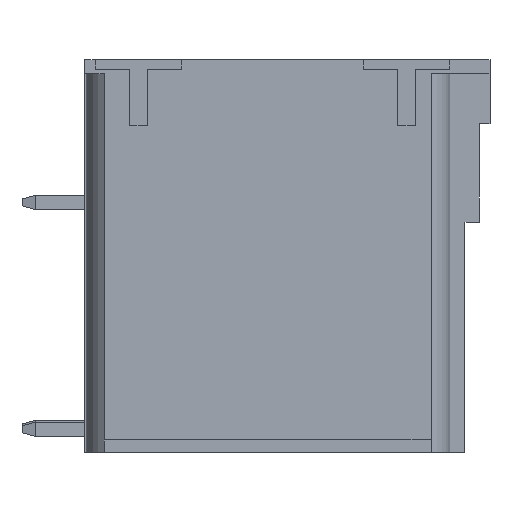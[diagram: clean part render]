
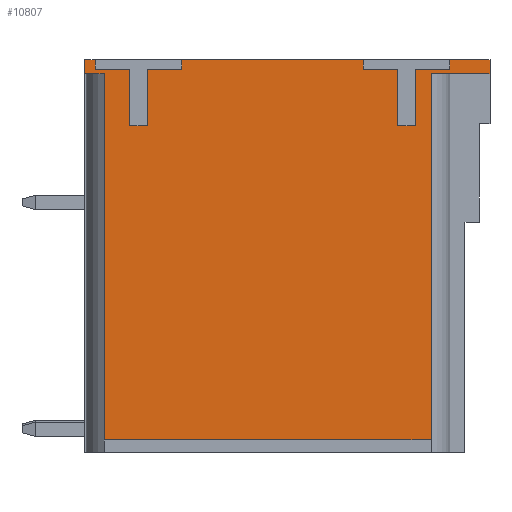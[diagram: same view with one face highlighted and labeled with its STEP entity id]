
A CAD part, left-side view. The second image highlights one B-rep face of the part: STEP entity #10807.
In plain terms, the highlighted planar face has unit normal (-1, 0, 0).
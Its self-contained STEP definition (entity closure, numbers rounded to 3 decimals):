
#2461=ORIENTED_EDGE('',*,*,#3265,.T.);
#2462=ORIENTED_EDGE('',*,*,#3563,.T.);
#2463=ORIENTED_EDGE('',*,*,#4397,.T.);
#2464=ORIENTED_EDGE('',*,*,#4399,.T.);
#2465=ORIENTED_EDGE('',*,*,#4401,.T.);
#2466=ORIENTED_EDGE('',*,*,#4403,.T.);
#2467=ORIENTED_EDGE('',*,*,#4405,.T.);
#2468=ORIENTED_EDGE('',*,*,#4407,.T.);
#2469=ORIENTED_EDGE('',*,*,#4408,.T.);
#2470=ORIENTED_EDGE('',*,*,#3560,.T.);
#2471=ORIENTED_EDGE('',*,*,#4410,.T.);
#2472=ORIENTED_EDGE('',*,*,#4412,.T.);
#2473=ORIENTED_EDGE('',*,*,#4414,.T.);
#2474=ORIENTED_EDGE('',*,*,#4416,.T.);
#2475=ORIENTED_EDGE('',*,*,#4418,.T.);
#2476=ORIENTED_EDGE('',*,*,#4420,.T.);
#2477=ORIENTED_EDGE('',*,*,#4421,.T.);
#2478=ORIENTED_EDGE('',*,*,#3557,.T.);
#2479=ORIENTED_EDGE('',*,*,#3289,.T.);
#2480=ORIENTED_EDGE('',*,*,#3381,.T.);
#2481=ORIENTED_EDGE('',*,*,#4352,.T.);
#2482=ORIENTED_EDGE('',*,*,#4395,.T.);
#2483=ORIENTED_EDGE('',*,*,#4368,.T.);
#2484=ORIENTED_EDGE('',*,*,#3385,.F.);
#3265=EDGE_CURVE('',#4788,#4787,#5781,.T.);
#3289=EDGE_CURVE('',#4812,#4811,#5805,.T.);
#3381=EDGE_CURVE('',#4811,#4891,#5891,.T.);
#3385=EDGE_CURVE('',#4788,#4895,#5894,.T.);
#3557=EDGE_CURVE('',#5057,#4812,#6051,.T.);
#3560=EDGE_CURVE('',#5059,#5058,#6054,.T.);
#3563=EDGE_CURVE('',#4787,#5060,#6057,.T.);
#4352=EDGE_CURVE('',#4891,#5519,#6796,.T.);
#4368=EDGE_CURVE('',#5524,#4895,#6812,.T.);
#4395=EDGE_CURVE('',#5519,#5524,#6837,.T.);
#4397=EDGE_CURVE('',#5060,#5539,#6839,.T.);
#4399=EDGE_CURVE('',#5539,#5540,#6841,.T.);
#4401=EDGE_CURVE('',#5540,#5541,#6843,.T.);
#4403=EDGE_CURVE('',#5541,#5542,#6845,.T.);
#4405=EDGE_CURVE('',#5542,#5543,#6847,.T.);
#4407=EDGE_CURVE('',#5543,#5544,#6849,.T.);
#4408=EDGE_CURVE('',#5544,#5059,#6850,.T.);
#4410=EDGE_CURVE('',#5058,#5545,#6852,.T.);
#4412=EDGE_CURVE('',#5545,#5546,#6854,.T.);
#4414=EDGE_CURVE('',#5546,#5547,#6856,.T.);
#4416=EDGE_CURVE('',#5547,#5548,#6858,.T.);
#4418=EDGE_CURVE('',#5548,#5549,#6860,.T.);
#4420=EDGE_CURVE('',#5549,#5550,#6862,.T.);
#4421=EDGE_CURVE('',#5550,#5057,#6863,.T.);
#4787=VERTEX_POINT('',#14539);
#4788=VERTEX_POINT('',#14541);
#4811=VERTEX_POINT('',#14588);
#4812=VERTEX_POINT('',#14590);
#4891=VERTEX_POINT('',#14771);
#4895=VERTEX_POINT('',#14781);
#5057=VERTEX_POINT('',#15133);
#5058=VERTEX_POINT('',#15136);
#5059=VERTEX_POINT('',#15138);
#5060=VERTEX_POINT('',#15141);
#5519=VERTEX_POINT('',#16720);
#5524=VERTEX_POINT('',#16753);
#5539=VERTEX_POINT('',#16815);
#5540=VERTEX_POINT('',#16819);
#5541=VERTEX_POINT('',#16823);
#5542=VERTEX_POINT('',#16827);
#5543=VERTEX_POINT('',#16831);
#5544=VERTEX_POINT('',#16835);
#5545=VERTEX_POINT('',#16841);
#5546=VERTEX_POINT('',#16845);
#5547=VERTEX_POINT('',#16849);
#5548=VERTEX_POINT('',#16853);
#5549=VERTEX_POINT('',#16857);
#5550=VERTEX_POINT('',#16861);
#5781=LINE('',#14540,#7207);
#5805=LINE('',#14589,#7231);
#5891=LINE('',#14773,#7317);
#5894=LINE('',#14780,#7320);
#6051=LINE('',#15132,#7477);
#6054=LINE('',#15137,#7480);
#6057=LINE('',#15142,#7483);
#6796=LINE('',#16721,#8222);
#6812=LINE('',#16754,#8238);
#6837=LINE('',#16812,#8263);
#6839=LINE('',#16816,#8265);
#6841=LINE('',#16820,#8267);
#6843=LINE('',#16824,#8269);
#6845=LINE('',#16828,#8271);
#6847=LINE('',#16832,#8273);
#6849=LINE('',#16836,#8275);
#6850=LINE('',#16838,#8276);
#6852=LINE('',#16842,#8278);
#6854=LINE('',#16846,#8280);
#6856=LINE('',#16850,#8282);
#6858=LINE('',#16854,#8284);
#6860=LINE('',#16858,#8286);
#6862=LINE('',#16862,#8288);
#6863=LINE('',#16864,#8289);
#7207=VECTOR('',#11779,1000.);
#7231=VECTOR('',#11805,1000.);
#7317=VECTOR('',#11925,1000.);
#7320=VECTOR('',#11932,1000.);
#7477=VECTOR('',#12155,1000.);
#7480=VECTOR('',#12158,1000.);
#7483=VECTOR('',#12161,1000.);
#8222=VECTOR('',#13662,1000.);
#8238=VECTOR('',#13702,1000.);
#8263=VECTOR('',#13765,1000.);
#8265=VECTOR('',#13769,1000.);
#8267=VECTOR('',#13773,1000.);
#8269=VECTOR('',#13777,1000.);
#8271=VECTOR('',#13781,1000.);
#8273=VECTOR('',#13785,1000.);
#8275=VECTOR('',#13789,1000.);
#8276=VECTOR('',#13792,1000.);
#8278=VECTOR('',#13796,1000.);
#8280=VECTOR('',#13800,1000.);
#8282=VECTOR('',#13804,1000.);
#8284=VECTOR('',#13808,1000.);
#8286=VECTOR('',#13812,1000.);
#8288=VECTOR('',#13816,1000.);
#8289=VECTOR('',#13819,1000.);
#9063=EDGE_LOOP('',(#2461,#2462,#2463,#2464,#2465,#2466,#2467,#2468,#2469,
#2470,#2471,#2472,#2473,#2474,#2475,#2476,#2477,#2478,#2479,#2480,#2481,
#2482,#2483,#2484));
#9689=FACE_BOUND('',#9063,.T.);
#10253=PLANE('',#11576);
#10807=ADVANCED_FACE('',(#9689),#10253,.T.);
#11576=AXIS2_PLACEMENT_3D('',#16865,#13820,#13821);
#11779=DIRECTION('',(0.,0.,1.));
#11805=DIRECTION('',(0.,0.,-1.));
#11925=DIRECTION('',(0.,-1.,0.));
#11932=DIRECTION('',(0.,1.,0.));
#12155=DIRECTION('',(0.,1.,0.));
#12158=DIRECTION('',(0.,1.,0.));
#12161=DIRECTION('',(0.,1.,0.));
#13662=DIRECTION('',(0.,0.,-1.));
#13702=DIRECTION('',(0.,0.,1.));
#13765=DIRECTION('',(0.,-1.,0.));
#13769=DIRECTION('',(0.,0.,-1.));
#13773=DIRECTION('',(0.,1.,0.));
#13777=DIRECTION('',(0.,0.,-1.));
#13781=DIRECTION('',(0.,1.,0.));
#13785=DIRECTION('',(0.,0.,1.));
#13789=DIRECTION('',(0.,1.,0.));
#13792=DIRECTION('',(0.,0.,1.));
#13796=DIRECTION('',(0.,0.,-1.));
#13800=DIRECTION('',(0.,1.,0.));
#13804=DIRECTION('',(0.,0.,-1.));
#13808=DIRECTION('',(0.,1.,0.));
#13812=DIRECTION('',(0.,0.,1.));
#13816=DIRECTION('',(0.,1.,0.));
#13819=DIRECTION('',(0.,0.,1.));
#13820=DIRECTION('',(-1.,0.,0.));
#13821=DIRECTION('',(0.,0.,1.));
#14539=CARTESIAN_POINT('',(-10.81,-11.35,0.));
#14540=CARTESIAN_POINT('',(-10.81,-11.35,-1.5));
#14541=CARTESIAN_POINT('',(-10.81,-11.35,-0.8));
#14588=CARTESIAN_POINT('',(-10.81,11.35,-0.8));
#14589=CARTESIAN_POINT('',(-10.81,11.35,0.));
#14590=CARTESIAN_POINT('',(-10.81,11.35,0.));
#14771=CARTESIAN_POINT('',(-10.81,10.25,-0.8));
#14773=CARTESIAN_POINT('',(-10.81,11.35,-0.8));
#14780=CARTESIAN_POINT('',(-10.81,-6.574,-0.8));
#14781=CARTESIAN_POINT('',(-10.81,-8.05,-0.8));
#15132=CARTESIAN_POINT('',(-10.81,10.75,0.));
#15133=CARTESIAN_POINT('',(-10.81,10.75,0.));
#15136=CARTESIAN_POINT('',(-10.81,5.9,0.));
#15137=CARTESIAN_POINT('',(-10.81,-4.25,0.));
#15138=CARTESIAN_POINT('',(-10.81,-4.25,0.));
#15141=CARTESIAN_POINT('',(-10.81,-9.1,0.));
#15142=CARTESIAN_POINT('',(-10.81,-11.35,0.));
#16720=CARTESIAN_POINT('',(-10.81,10.25,-21.3));
#16721=CARTESIAN_POINT('',(-10.81,10.25,-0.8));
#16753=CARTESIAN_POINT('',(-10.81,-8.05,-21.3));
#16754=CARTESIAN_POINT('',(-10.81,-8.05,-0.8));
#16812=CARTESIAN_POINT('',(-10.81,10.25,-21.3));
#16815=CARTESIAN_POINT('',(-10.81,-9.1,-0.55));
#16816=CARTESIAN_POINT('',(-10.81,-9.1,0.));
#16819=CARTESIAN_POINT('',(-10.81,-7.175,-0.55));
#16820=CARTESIAN_POINT('',(-10.81,-9.1,-0.55));
#16823=CARTESIAN_POINT('',(-10.81,-7.175,-3.7));
#16824=CARTESIAN_POINT('',(-10.81,-7.175,-0.55));
#16827=CARTESIAN_POINT('',(-10.81,-6.175,-3.7));
#16828=CARTESIAN_POINT('',(-10.81,-7.175,-3.7));
#16831=CARTESIAN_POINT('',(-10.81,-6.175,-0.55));
#16832=CARTESIAN_POINT('',(-10.81,-6.175,-3.7));
#16835=CARTESIAN_POINT('',(-10.81,-4.25,-0.55));
#16836=CARTESIAN_POINT('',(-10.81,-6.175,-0.55));
#16838=CARTESIAN_POINT('',(-10.81,-4.25,-0.55));
#16841=CARTESIAN_POINT('',(-10.81,5.9,-0.55));
#16842=CARTESIAN_POINT('',(-10.81,5.9,0.));
#16845=CARTESIAN_POINT('',(-10.81,7.825,-0.55));
#16846=CARTESIAN_POINT('',(-10.81,5.9,-0.55));
#16849=CARTESIAN_POINT('',(-10.81,7.825,-3.7));
#16850=CARTESIAN_POINT('',(-10.81,7.825,-0.55));
#16853=CARTESIAN_POINT('',(-10.81,8.825,-3.7));
#16854=CARTESIAN_POINT('',(-10.81,7.825,-3.7));
#16857=CARTESIAN_POINT('',(-10.81,8.825,-0.55));
#16858=CARTESIAN_POINT('',(-10.81,8.825,-3.7));
#16861=CARTESIAN_POINT('',(-10.81,10.75,-0.55));
#16862=CARTESIAN_POINT('',(-10.81,8.825,-0.55));
#16864=CARTESIAN_POINT('',(-10.81,10.75,-0.55));
#16865=CARTESIAN_POINT('',(-10.81,0.,0.));
